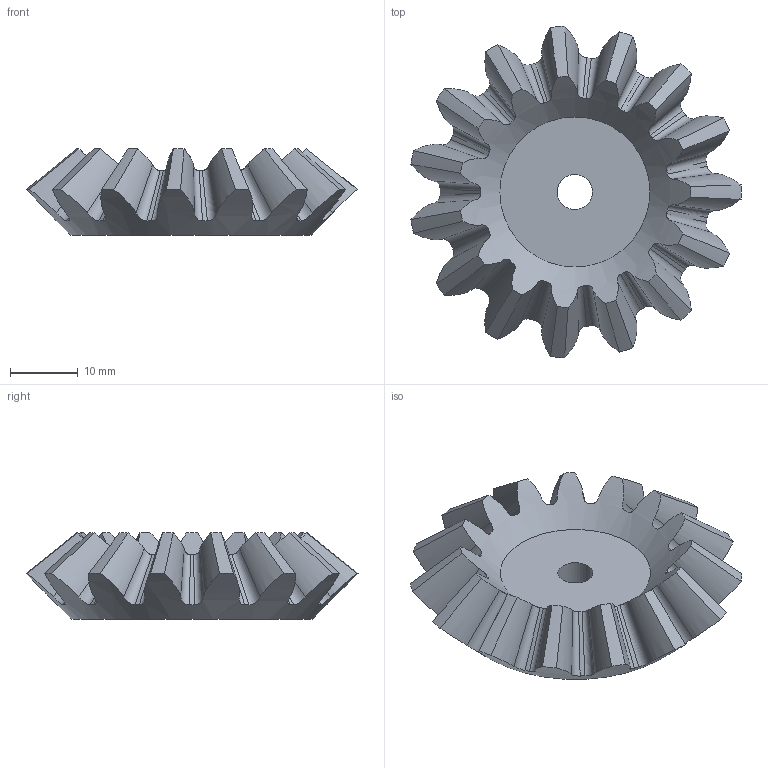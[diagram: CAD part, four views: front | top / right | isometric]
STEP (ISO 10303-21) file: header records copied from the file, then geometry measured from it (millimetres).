
FILE_DESCRIPTION(('STEP AP242'), '1');
FILE_NAME('itemRS550GearV2', '', ('UNSPECIFIED'), ('UNSPECIFIED'), 'C3D Converter', 'C3D Toolkit', '');
FILE_SCHEMA(('AP242_MANAGED_MODEL_BASED_3D_ENGINEERING_MIM_LF { 1 0 10303 442 1 1 4 }'));
Length unit declared in the file: millimetre
Bounding box: 48.9 x 49.15 x 12.75 mm (x, y, z)
Volume: 10781.1 mm3; surface area: 5000.5 mm2
Topology: 1 solids, 1 shells, 95 faces, 279 edges, 192 vertices
Faces by surface type: bspline 75, cone 17, plane 2, cylinder 1
Full cylindrical faces by diameter (mm): 5.2 x1
Entity records: 13865 total; most frequent: CARTESIAN_POINT 11853, ORIENTED_EDGE 552, EDGE_CURVE 276, VERTEX_POINT 186, B_SPLINE_CURVE_WITH_KNOTS 182, DIRECTION 170, EDGE_LOOP 100, FACE_BOUND 96
